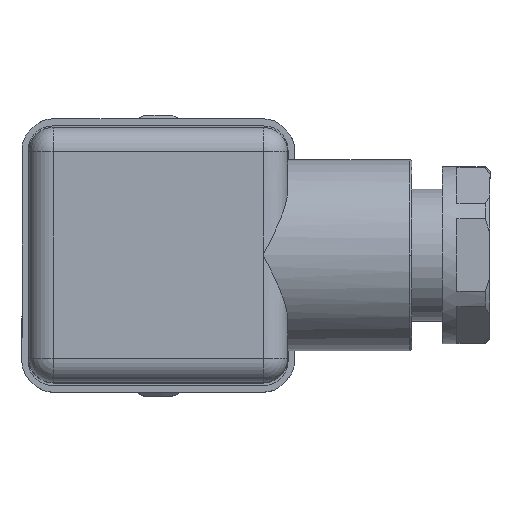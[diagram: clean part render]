
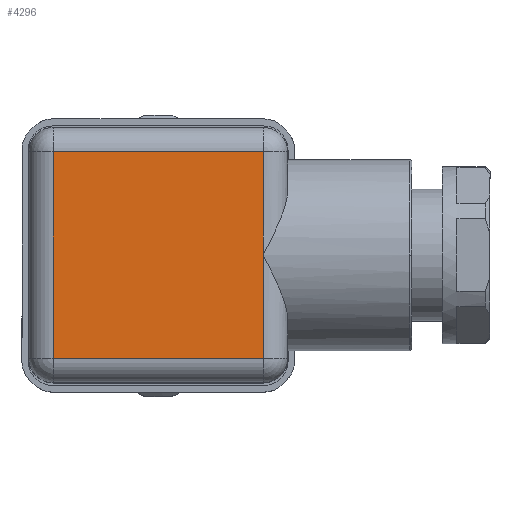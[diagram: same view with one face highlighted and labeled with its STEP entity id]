
A CAD part, top view. The second image highlights one B-rep face of the part: STEP entity #4296.
In plain terms, the highlighted planar face has unit normal (0, 0, 1).
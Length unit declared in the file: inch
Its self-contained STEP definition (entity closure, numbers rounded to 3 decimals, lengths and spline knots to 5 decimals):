
#3840=CARTESIAN_POINT('',(0.,-0.433,0.5115));
#3841=VERTEX_POINT('',#3840);
#3908=CARTESIAN_POINT('',(0.4255,-0.433,0.5115));
#3909=VERTEX_POINT('',#3908);
#3917=CARTESIAN_POINT('',(0.4255,-0.433,0.5115));
#3918=DIRECTION('',(-1.0,0.0,0.0));
#3919=VECTOR('',#3918,0.4255);
#3920=LINE('',#3917,#3919);
#3921=EDGE_CURVE('',#3909,#3841,#3920,.T.);
#3964=CARTESIAN_POINT('',(-0.4255,-0.433,0.5115));
#3965=VERTEX_POINT('',#3964);
#4047=CARTESIAN_POINT('',(-0.4255,0.433,0.5115));
#4048=VERTEX_POINT('',#4047);
#4121=CARTESIAN_POINT('',(0.4255,0.433,0.5115));
#4122=VERTEX_POINT('',#4121);
#4222=CARTESIAN_POINT('',(-0.4255,-0.433,0.5115));
#4223=DIRECTION('',(0.0,1.0,0.0));
#4224=VECTOR('',#4223,0.866);
#4225=LINE('',#4222,#4224);
#4226=EDGE_CURVE('',#3965,#4048,#4225,.T.);
#4239=CARTESIAN_POINT('',(-0.4255,0.433,0.5115));
#4240=DIRECTION('',(1.0,0.0,0.0));
#4241=VECTOR('',#4240,0.851);
#4242=LINE('',#4239,#4241);
#4243=EDGE_CURVE('',#4048,#4122,#4242,.T.);
#4256=CARTESIAN_POINT('',(0.,-0.433,0.5115));
#4257=DIRECTION('',(-1.0,0.0,0.0));
#4258=VECTOR('',#4257,0.4255);
#4259=LINE('',#4256,#4258);
#4260=EDGE_CURVE('',#3841,#3965,#4259,.T.);
#4273=CARTESIAN_POINT('',(0.4255,0.433,0.5115));
#4274=DIRECTION('',(0.0,-1.0,0.0));
#4275=VECTOR('',#4274,0.866);
#4276=LINE('',#4273,#4275);
#4277=EDGE_CURVE('',#4122,#3909,#4276,.T.);
#4284=CARTESIAN_POINT('',(0.0,0.0,0.5115));
#4285=DIRECTION('',(0.0,0.0,1.0));
#4286=DIRECTION('',(1.0,0.0,0.0));
#4287=AXIS2_PLACEMENT_3D('',#4284,#4285,#4286);
#4288=PLANE('',#4287);
#4289=ORIENTED_EDGE('',*,*,#4226,.F.);
#4290=ORIENTED_EDGE('',*,*,#4260,.F.);
#4291=ORIENTED_EDGE('',*,*,#3921,.F.);
#4292=ORIENTED_EDGE('',*,*,#4277,.F.);
#4293=ORIENTED_EDGE('',*,*,#4243,.F.);
#4294=EDGE_LOOP('',(#4289,#4290,#4291,#4292,#4293));
#4295=FACE_OUTER_BOUND('',#4294,.T.);
#4296=ADVANCED_FACE('',(#4295),#4288,.T.);
